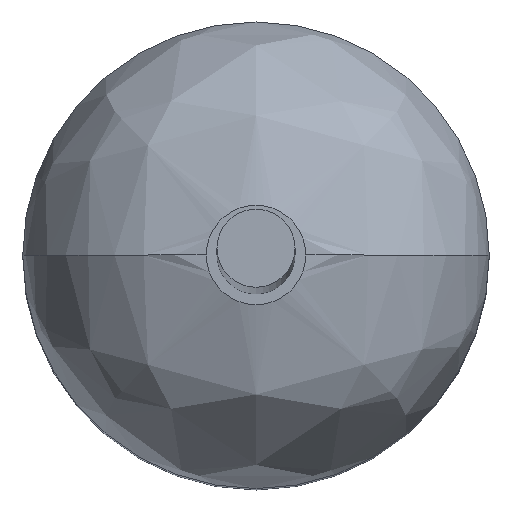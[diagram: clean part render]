
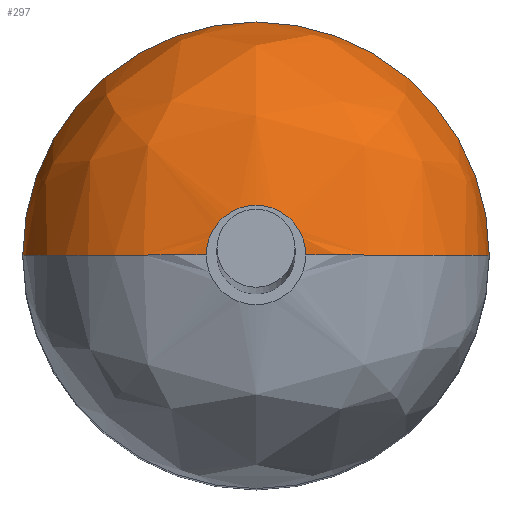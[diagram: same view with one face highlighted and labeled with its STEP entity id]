
A CAD part, top view. The second image highlights one B-rep face of the part: STEP entity #297.
In plain terms, the highlighted free-form (B-spline) face has degree [3, 3] with [7, 4] control points.
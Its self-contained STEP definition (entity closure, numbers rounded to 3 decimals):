
#57=CARTESIAN_POINT('',(0.,0.,3.81));
#58=DIRECTION('',(0.,0.,1.));
#59=DIRECTION('',(1.,0.,0.));
#60=AXIS2_PLACEMENT_3D('',#57,#58,#59);
#67=CARTESIAN_POINT('',(0.325,0.,2.61));
#68=DIRECTION('',(0.,1.,0.));
#69=DIRECTION('',(0.,0.,1.));
#70=AXIS2_PLACEMENT_3D('',#67,#68,#69);
#72=CARTESIAN_POINT('',(-0.325,0.,2.61));
#73=DIRECTION('',(0.,-1.,0.));
#74=DIRECTION('',(0.,0.,1.));
#75=AXIS2_PLACEMENT_3D('',#72,#73,#74);
#95=CARTESIAN_POINT('',(0.,0.,2.61));
#96=DIRECTION('',(0.,0.,1.));
#97=DIRECTION('',(1.,0.,0.));
#98=AXIS2_PLACEMENT_3D('',#95,#96,#97);
#142=CARTESIAN_POINT('',(1.525,0.,2.61));
#144=VERTEX_POINT('',#142);
#146=CARTESIAN_POINT('',(-1.525,0.,2.61));
#148=VERTEX_POINT('',#146);
#149=CARTESIAN_POINT('',(0.325,0.,3.81));
#150=CARTESIAN_POINT('',(-0.325,0.,3.81));
#151=VERTEX_POINT('',#149);
#152=VERTEX_POINT('',#150);
#259=CARTESIAN_POINT('',(1.518,-0.137,2.572));
#260=CARTESIAN_POINT('',(1.541,-0.139,3.31));
#261=CARTESIAN_POINT('',(1.021,-0.092,3.833));
#262=CARTESIAN_POINT('',(0.286,-0.026,
3.809));
#263=CARTESIAN_POINT('',(1.604,0.817,2.572));
#264=CARTESIAN_POINT('',(1.629,0.829,3.31));
#265=CARTESIAN_POINT('',(1.079,0.55,3.833));
#266=CARTESIAN_POINT('',(0.302,0.154,3.809));
#267=CARTESIAN_POINT('',(0.958,1.524,2.572));
#268=CARTESIAN_POINT('',(0.973,1.548,3.31));
#269=CARTESIAN_POINT('',(0.645,1.025,3.833));
#270=CARTESIAN_POINT('',(0.181,0.287,3.809));
#271=CARTESIAN_POINT('',(0.,1.524,2.572));
#272=CARTESIAN_POINT('',(0.,1.548,3.31));
#273=CARTESIAN_POINT('',(0.,1.025,3.833));
#274=CARTESIAN_POINT('',(0.,0.287,
3.809));
#275=CARTESIAN_POINT('',(-0.958,1.524,2.572));
#276=CARTESIAN_POINT('',(-0.973,1.548,3.31));
#277=CARTESIAN_POINT('',(-0.645,1.025,3.833));
#278=CARTESIAN_POINT('',(-0.181,0.287,
3.809));
#279=CARTESIAN_POINT('',(-1.604,0.817,2.572));
#280=CARTESIAN_POINT('',(-1.629,0.829,3.31));
#281=CARTESIAN_POINT('',(-1.079,0.55,3.833));
#282=CARTESIAN_POINT('',(-0.302,0.154,
3.809));
#283=CARTESIAN_POINT('',(-1.518,-0.137,
2.572));
#284=CARTESIAN_POINT('',(-1.541,-0.139,
3.31));
#285=CARTESIAN_POINT('',(-1.021,-0.092,
3.833));
#286=CARTESIAN_POINT('',(-0.286,-0.026,
3.809));
#287=(BOUNDED_SURFACE()B_SPLINE_SURFACE(3,3,((#259,#260,#261,#262),(#263,#264,
#265,#266),(#267,#268,#269,#270),(#271,#272,#273,#274),(#275,#276,#277,#278),(
#279,#280,#281,#282),(#283,#284,#285,#286)),.UNSPECIFIED.,.F.,.F.,.F.)B_SPLINE_SURFACE_WITH_KNOTS((4,3,4),(4,4),(0.,1.,2.),(0.,1.),.UNSPECIFIED.)GEOMETRIC_REPRESENTATION_ITEM()RATIONAL_B_SPLINE_SURFACE(((1.418,
1.12,1.12,1.418),(1.11,
0.877,0.877,1.11),(1.11,
0.877,0.877,1.11),(1.418,
1.12,1.12,1.418),(1.11,
0.877,0.877,1.11),(1.11,
0.877,0.877,1.11),(1.418,
1.12,1.12,1.418)))REPRESENTATION_ITEM('')SURFACE());
#288=ORIENTED_EDGE('',*,*,#248,.T.);
#290=ORIENTED_EDGE('',*,*,#289,.T.);
#292=ORIENTED_EDGE('',*,*,#291,.F.);
#294=ORIENTED_EDGE('',*,*,#293,.F.);
#295=EDGE_LOOP('',(#288,#290,#292,#294));
#296=FACE_OUTER_BOUND('',#295,.F.);
#61=CIRCLE('',#60,0.325);
#71=CIRCLE('',#70,1.2);
#76=CIRCLE('',#75,1.2);
#99=CIRCLE('',#98,1.525);
#248=EDGE_CURVE('',#151,#152,#61,.T.);
#289=EDGE_CURVE('',#152,#148,#76,.T.);
#291=EDGE_CURVE('',#144,#148,#99,.T.);
#293=EDGE_CURVE('',#151,#144,#71,.T.);
#297=ADVANCED_FACE('',(#296),#287,.T.);
